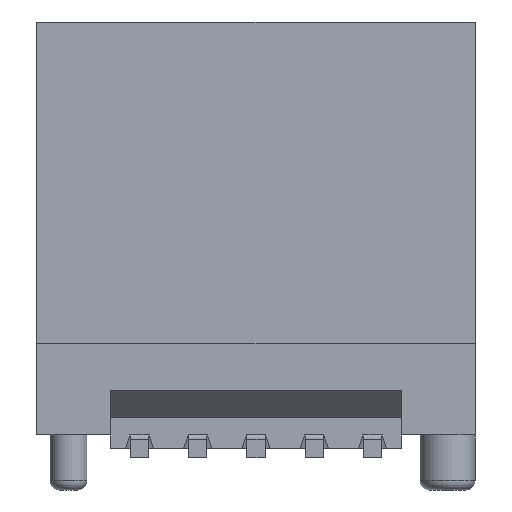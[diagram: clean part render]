
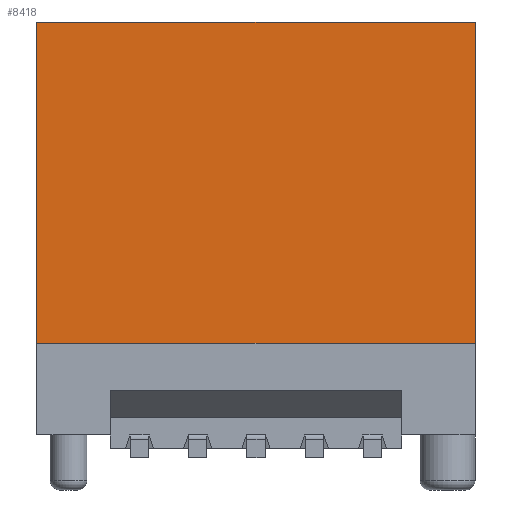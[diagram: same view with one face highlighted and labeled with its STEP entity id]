
A CAD part, front view. The second image highlights one B-rep face of the part: STEP entity #8418.
In plain terms, the highlighted face is planar.
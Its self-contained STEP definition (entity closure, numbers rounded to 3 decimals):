
#5593=DIRECTION('',(-1.,0.,0.));
#5594=VECTOR('',#5593,9.55);
#5595=CARTESIAN_POINT('',(9.55,5.65,0.));
#5596=LINE('',#5595,#5594);
#5705=DIRECTION('',(0.,0.,1.));
#5706=VECTOR('',#5705,7.);
#5707=CARTESIAN_POINT('',(0.,5.65,0.));
#5708=LINE('',#5707,#5706);
#5761=DIRECTION('',(-1.,0.,0.));
#5762=VECTOR('',#5761,9.55);
#5763=CARTESIAN_POINT('',(9.55,5.65,7.));
#5764=LINE('',#5763,#5762);
#5901=DIRECTION('',(0.,0.,1.));
#5902=VECTOR('',#5901,7.);
#5903=CARTESIAN_POINT('',(9.55,5.65,0.));
#5904=LINE('',#5903,#5902);
#7837=CARTESIAN_POINT('',(9.55,5.65,0.));
#7838=VERTEX_POINT('',#7837);
#7839=CARTESIAN_POINT('',(0.,5.65,0.));
#7840=VERTEX_POINT('',#7839);
#7845=CARTESIAN_POINT('',(9.55,5.65,7.));
#7846=CARTESIAN_POINT('',(0.,5.65,7.));
#7847=VERTEX_POINT('',#7845);
#7848=VERTEX_POINT('',#7846);
#8407=CARTESIAN_POINT('',(9.55,5.65,0.));
#8408=DIRECTION('',(0.,1.,0.));
#8409=DIRECTION('',(-1.,0.,0.));
#8410=AXIS2_PLACEMENT_3D('',#8407,#8408,#8409);
#8411=PLANE('',#8410);
#8412=ORIENTED_EDGE('',*,*,#8236,.F.);
#8413=ORIENTED_EDGE('',*,*,#8391,.T.);
#8414=ORIENTED_EDGE('',*,*,#8332,.T.);
#8415=ORIENTED_EDGE('',*,*,#8295,.F.);
#8416=EDGE_LOOP('',(#8412,#8413,#8414,#8415));
#8417=FACE_OUTER_BOUND('',#8416,.F.);
#8418=ADVANCED_FACE('',(#8417),#8411,.T.);
#8236=EDGE_CURVE('',#7838,#7840,#5596,.T.);
#8295=EDGE_CURVE('',#7840,#7848,#5708,.T.);
#8332=EDGE_CURVE('',#7847,#7848,#5764,.T.);
#8391=EDGE_CURVE('',#7838,#7847,#5904,.T.);
